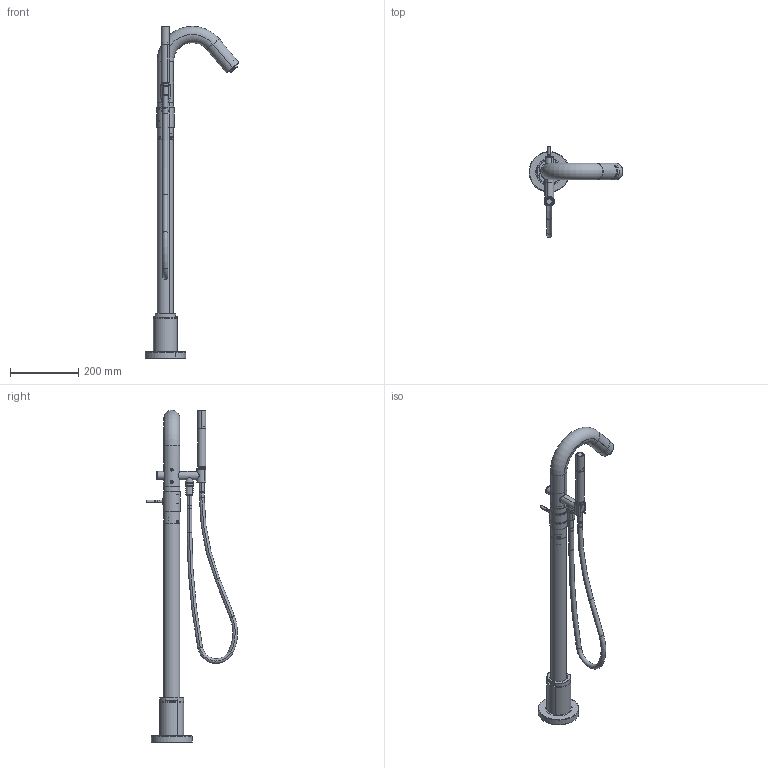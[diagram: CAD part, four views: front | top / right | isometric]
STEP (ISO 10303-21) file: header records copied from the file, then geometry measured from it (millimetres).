
FILE_DESCRIPTION(('CATIA V5 STEP Exchange'),'2;1');
FILE_NAME('ST420.stp','2018-04-04T08:08:30+00:00',('none'),('none'),'Version 5-6 Release 2013','CATIA V5 STEP AP203','none');
FILE_SCHEMA(('CONFIG_CONTROL_DESIGN'));
Length unit declared in the file: millimetre
Products named in the file (1): ST420
Bounding box: 275.24 x 266.84 x 972.5 mm (x, y, z)
Volume: 874812.7 mm3; surface area: 568593.9 mm2
Topology: 34 solids, 34 shells, 1096 faces, 2652 edges, 1631 vertices
Faces by surface type: cylinder 482, plane 275, cone 238, torus 97, bspline 2, sphere 2
Entity records: 32260 total; most frequent: CARTESIAN_POINT 9345, ORIENTED_EDGE 5228, DIRECTION 3511, EDGE_CURVE 2614, AXIS2_PLACEMENT_3D 1880, VERTEX_POINT 1631, EDGE_LOOP 1297, CIRCLE 1180
